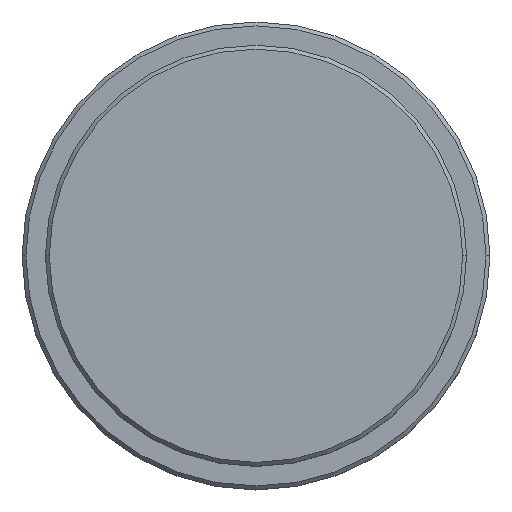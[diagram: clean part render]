
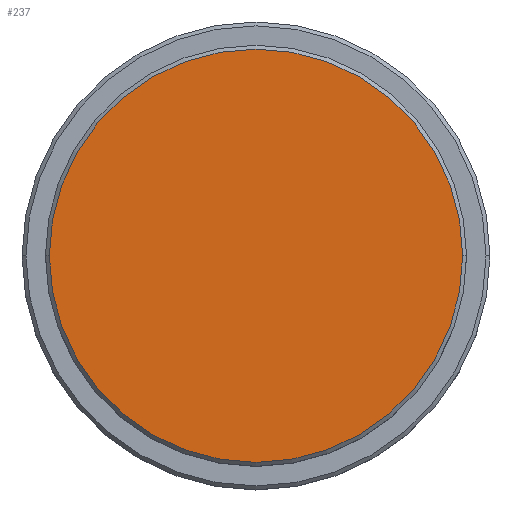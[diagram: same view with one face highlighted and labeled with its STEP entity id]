
A CAD part, top view. The second image highlights one B-rep face of the part: STEP entity #237.
In plain terms, the highlighted planar face has unit normal (0, 0, 1).
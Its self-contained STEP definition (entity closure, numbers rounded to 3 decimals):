
#17 = EDGE_CURVE ( 'NONE', #968, #1283, #852, .T. ) ;
#53 = AXIS2_PLACEMENT_3D ( 'NONE', #1290, #1396, #1180 ) ;
#62 = DIRECTION ( 'NONE',  ( 1., 0., 0. ) ) ;
#82 = ORIENTED_EDGE ( 'NONE', *, *, #17, .T. ) ;
#99 = EDGE_CURVE ( 'NONE', #1283, #968, #233, .T. ) ;
#190 = EDGE_LOOP ( 'NONE', ( #82, #1390 ) ) ;
#233 = CIRCLE ( 'NONE', #1146, 26.5 ) ;
#237 = ADVANCED_FACE ( 'NONE', ( #839 ), #291, .T. ) ;
#253 = DIRECTION ( 'NONE',  ( 1., 0., 0. ) ) ;
#259 = CARTESIAN_POINT ( 'NONE',  ( 0., 0., 0. ) ) ;
#291 = PLANE ( 'NONE',  #670 ) ;
#356 = CARTESIAN_POINT ( 'NONE',  ( 26.5, 0., 0. ) ) ;
#475 = DIRECTION ( 'NONE',  ( 0., 0., 1. ) ) ;
#515 = CARTESIAN_POINT ( 'NONE',  ( 0., 0., 0. ) ) ;
#670 = AXIS2_PLACEMENT_3D ( 'NONE', #515, #1032, #62 ) ;
#839 = FACE_OUTER_BOUND ( 'NONE', #190, .T. ) ;
#852 = CIRCLE ( 'NONE', #53, 26.5 ) ;
#968 = VERTEX_POINT ( 'NONE', #1110 ) ;
#1032 = DIRECTION ( 'NONE',  ( 0., 0., 1. ) ) ;
#1110 = CARTESIAN_POINT ( 'NONE',  ( -26.5, 0., 0. ) ) ;
#1146 = AXIS2_PLACEMENT_3D ( 'NONE', #259, #475, #253 ) ;
#1180 = DIRECTION ( 'NONE',  ( 1., 0., 0. ) ) ;
#1283 = VERTEX_POINT ( 'NONE', #356 ) ;
#1290 = CARTESIAN_POINT ( 'NONE',  ( 0., 0., 0. ) ) ;
#1390 = ORIENTED_EDGE ( 'NONE', *, *, #99, .T. ) ;
#1396 = DIRECTION ( 'NONE',  ( 0., 0., 1. ) ) ;
